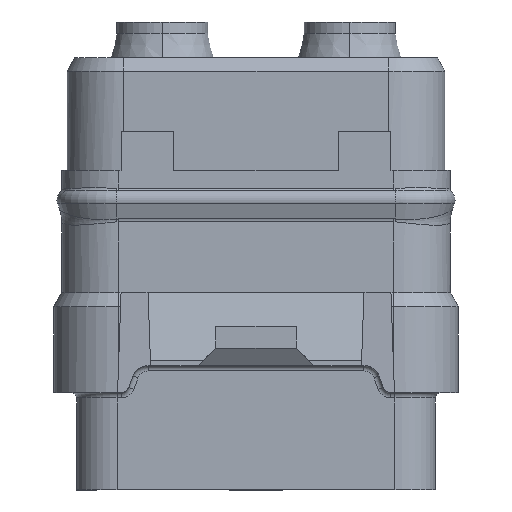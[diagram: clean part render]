
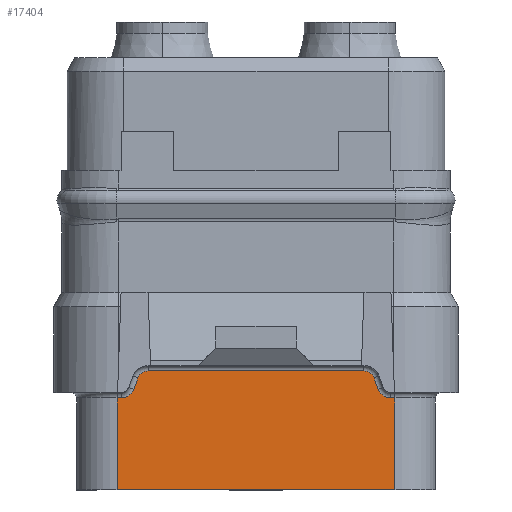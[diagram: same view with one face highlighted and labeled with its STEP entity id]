
A CAD part, front view. The second image highlights one B-rep face of the part: STEP entity #17404.
In plain terms, the highlighted planar face has unit normal (0, -1, 0).
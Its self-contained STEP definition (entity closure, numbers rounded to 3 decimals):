
#2383=DIRECTION('',(-1.,0.,0.));
#2384=VECTOR('',#2383,0.15);
#2385=CARTESIAN_POINT('',(-5.,-5.775,-8.43));
#2386=LINE('',#2385,#2384);
#2397=CARTESIAN_POINT('',(-5.,-5.775,-7.93));
#2398=DIRECTION('',(0.,1.,0.));
#2399=DIRECTION('',(0.935,0.,-0.354));
#2400=AXIS2_PLACEMENT_3D('',#2397,#2398,#2399);
#2419=DIRECTION('',(-0.354,0.,-0.935));
#2420=VECTOR('',#2419,0.447);
#2421=CARTESIAN_POINT('',(-4.374,-5.775,-7.689));
#2422=LINE('',#2421,#2420);
#2433=CARTESIAN_POINT('',(-4.,-5.775,-7.83));
#2434=DIRECTION('',(0.,-1.,0.));
#2435=DIRECTION('',(0.,0.,1.));
#2436=AXIS2_PLACEMENT_3D('',#2433,#2434,#2435);
#2447=DIRECTION('',(-1.,0.,0.));
#2448=VECTOR('',#2447,8.);
#2449=CARTESIAN_POINT('',(4.,-5.775,-7.43));
#2450=LINE('',#2449,#2448);
#2461=CARTESIAN_POINT('',(4.,-5.775,-7.83));
#2462=DIRECTION('',(0.,-1.,0.));
#2463=DIRECTION('',(0.935,0.,0.354));
#2464=AXIS2_PLACEMENT_3D('',#2461,#2462,#2463);
#2483=DIRECTION('',(-0.354,0.,0.935));
#2484=VECTOR('',#2483,0.447);
#2485=CARTESIAN_POINT('',(4.532,-5.775,-8.107));
#2486=LINE('',#2485,#2484);
#2497=CARTESIAN_POINT('',(5.,-5.775,-7.93));
#2498=DIRECTION('',(0.,1.,0.));
#2499=DIRECTION('',(0.,0.,-1.));
#2500=AXIS2_PLACEMENT_3D('',#2497,#2498,#2499);
#2541=DIRECTION('',(-1.,0.,0.));
#2542=VECTOR('',#2541,0.15);
#2543=CARTESIAN_POINT('',(5.15,-5.775,-8.43));
#2544=LINE('',#2543,#2542);
#2749=DIRECTION('',(-1.,0.,0.));
#2750=VECTOR('',#2749,10.3);
#2751=CARTESIAN_POINT('',(5.15,-5.775,-11.83));
#2752=LINE('',#2751,#2750);
#3688=DIRECTION('',(0.,0.,-1.));
#3689=VECTOR('',#3688,3.4);
#3690=CARTESIAN_POINT('',(-5.15,-5.775,-8.43));
#3691=LINE('',#3690,#3689);
#3692=DIRECTION('',(0.,0.,-1.));
#3693=VECTOR('',#3692,3.4);
#3694=CARTESIAN_POINT('',(5.15,-5.775,-8.43));
#3695=LINE('',#3694,#3693);
#9924=CARTESIAN_POINT('',(5.15,-5.775,-11.83));
#9925=VERTEX_POINT('',#9924);
#9926=CARTESIAN_POINT('',(-5.15,-5.775,-11.83));
#9927=VERTEX_POINT('',#9926);
#9964=CARTESIAN_POINT('',(-5.15,-5.775,-8.43));
#9965=VERTEX_POINT('',#9964);
#9968=CARTESIAN_POINT('',(-5.,-5.775,-8.43));
#9969=VERTEX_POINT('',#9968);
#9972=CARTESIAN_POINT('',(-4.532,-5.775,-8.107));
#9973=VERTEX_POINT('',#9972);
#9976=CARTESIAN_POINT('',(-4.374,-5.775,-7.689));
#9977=VERTEX_POINT('',#9976);
#9980=CARTESIAN_POINT('',(-4.,-5.775,-7.43));
#9981=VERTEX_POINT('',#9980);
#9982=CARTESIAN_POINT('',(4.,-5.775,-7.43));
#9983=VERTEX_POINT('',#9982);
#9988=CARTESIAN_POINT('',(4.374,-5.775,-7.689));
#9989=VERTEX_POINT('',#9988);
#9992=CARTESIAN_POINT('',(4.532,-5.775,-8.107));
#9993=VERTEX_POINT('',#9992);
#9996=CARTESIAN_POINT('',(5.,-5.775,-8.43));
#9997=VERTEX_POINT('',#9996);
#10000=CARTESIAN_POINT('',(5.15,-5.775,-8.43));
#10001=VERTEX_POINT('',#10000);
#17384=CARTESIAN_POINT('',(5.15,-5.775,-8.23));
#17385=DIRECTION('',(0.,-1.,0.));
#17386=DIRECTION('',(-1.,0.,0.));
#17387=AXIS2_PLACEMENT_3D('',#17384,#17385,#17386);
#17388=PLANE('',#17387);
#17389=ORIENTED_EDGE('',*,*,#15749,.F.);
#17390=ORIENTED_EDGE('',*,*,#15764,.F.);
#17391=ORIENTED_EDGE('',*,*,#15805,.F.);
#17392=ORIENTED_EDGE('',*,*,#15820,.F.);
#17393=ORIENTED_EDGE('',*,*,#15846,.F.);
#17394=ORIENTED_EDGE('',*,*,#15861,.F.);
#17395=ORIENTED_EDGE('',*,*,#15902,.F.);
#17396=ORIENTED_EDGE('',*,*,#15917,.F.);
#17397=ORIENTED_EDGE('',*,*,#15972,.F.);
#17399=ORIENTED_EDGE('',*,*,#17398,.T.);
#17400=ORIENTED_EDGE('',*,*,#16269,.T.);
#17401=ORIENTED_EDGE('',*,*,#17377,.F.);
#17402=EDGE_LOOP('',(#17389,#17390,#17391,#17392,#17393,#17394,#17395,#17396,
#17397,#17399,#17400,#17401));
#17403=FACE_OUTER_BOUND('',#17402,.F.);
#17404=ADVANCED_FACE('',(#17403),#17388,.T.);
#2401=CIRCLE('',#2400,0.5);
#2437=CIRCLE('',#2436,0.4);
#2465=CIRCLE('',#2464,0.4);
#2501=CIRCLE('',#2500,0.5);
#15749=EDGE_CURVE('',#9969,#9965,#2386,.T.);
#15764=EDGE_CURVE('',#9973,#9969,#2401,.T.);
#15805=EDGE_CURVE('',#9977,#9973,#2422,.T.);
#15820=EDGE_CURVE('',#9981,#9977,#2437,.T.);
#15846=EDGE_CURVE('',#9983,#9981,#2450,.T.);
#15861=EDGE_CURVE('',#9989,#9983,#2465,.T.);
#15902=EDGE_CURVE('',#9993,#9989,#2486,.T.);
#15917=EDGE_CURVE('',#9997,#9993,#2501,.T.);
#15972=EDGE_CURVE('',#10001,#9997,#2544,.T.);
#16269=EDGE_CURVE('',#9925,#9927,#2752,.T.);
#17377=EDGE_CURVE('',#9965,#9927,#3691,.T.);
#17398=EDGE_CURVE('',#10001,#9925,#3695,.T.);
